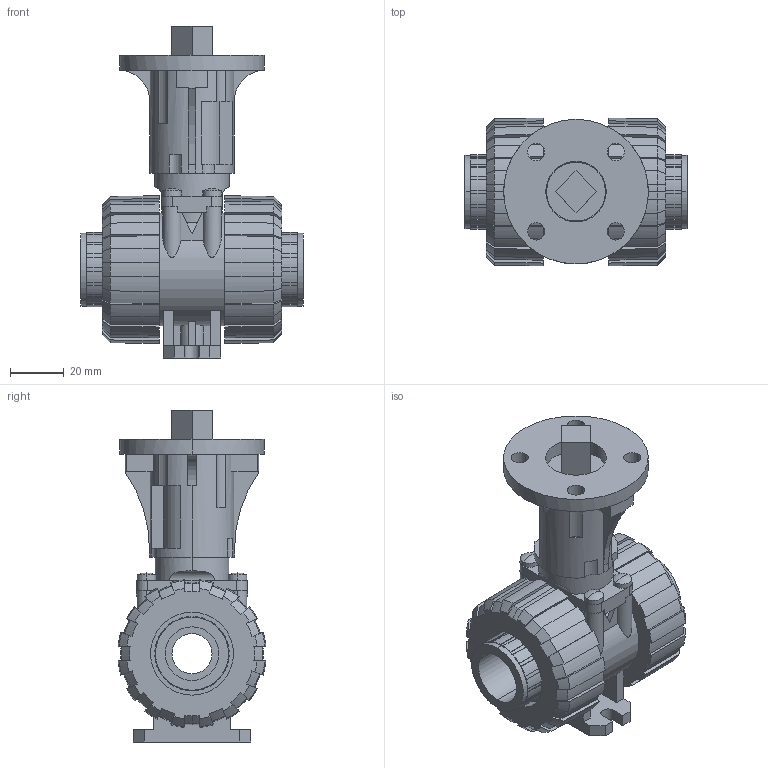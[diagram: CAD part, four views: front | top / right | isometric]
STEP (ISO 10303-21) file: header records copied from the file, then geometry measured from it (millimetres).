
FILE_DESCRIPTION(('STEP AP214'),'1');
FILE_NAME('cctmp_FC8E94FF-4CCC-47B2-9FEF-8965D3F7A36F_2018_12_7_13_11_13_109..stp','2018-12-07T12:11:13',('Praher Valves GmbH'),('CADClick - www.CADClick.com'),'Spatial InterOp 3D',' ','unknown authorization');
FILE_SCHEMA(('AUTOMOTIVE_DESIGN'));
Length unit declared in the file: millimetre
Products named in the file (12): 128827
Assembly tree (11 placements, depth 2):
  (unnamed)
    128827
    128827
    128827
    128827
    128827
    128827
    128827
    128827
    128827
    128827
    128827
Bounding box: 83 x 55.24 x 124 mm (x, y, z)
Volume: 179364.3 mm3; surface area: 67675.5 mm2
Topology: 11 solids, 11 shells, 601 faces, 1702 edges, 1126 vertices
Faces by surface type: plane 289, cylinder 168, cone 136, sphere 8
Entity records: 25064 total; most frequent: CARTESIAN_POINT 4534, ORIENTED_EDGE 3388, DIRECTION 3242, EDGE_CURVE 1694, AXIS2_PLACEMENT_3D 1223, VERTEX_POINT 1126, LINE 796, VECTOR 796
